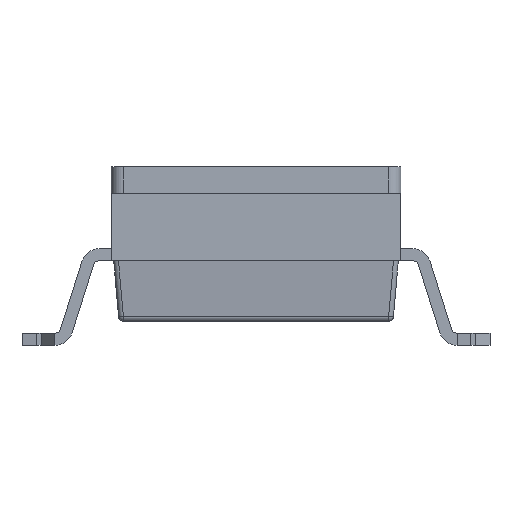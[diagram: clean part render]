
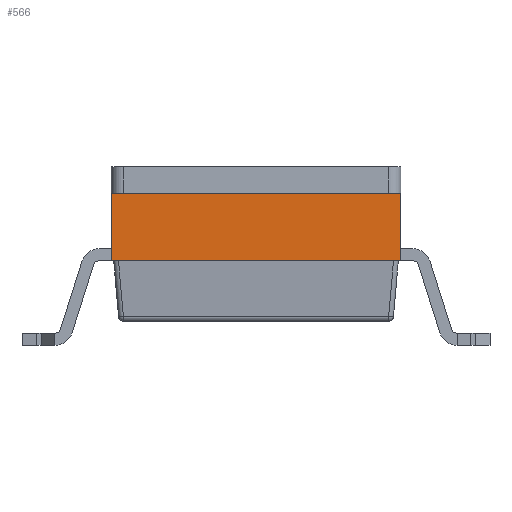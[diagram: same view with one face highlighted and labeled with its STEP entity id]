
A CAD part, left-side view. The second image highlights one B-rep face of the part: STEP entity #566.
In plain terms, the highlighted planar face has unit normal (-1, 0, 0).
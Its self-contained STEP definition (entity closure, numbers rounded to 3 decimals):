
#566 = ADVANCED_FACE( '', ( #1342 ), #1343, .T. );
#1342 = FACE_OUTER_BOUND( '', #2384, .T. );
#1343 = PLANE( '', #2385 );
#2384 = EDGE_LOOP( '', ( #3714, #3715, #3716, #3717 ) );
#2385 = AXIS2_PLACEMENT_3D( '', #3718, #3719, #3720 );
#3714 = ORIENTED_EDGE( '', *, *, #6573, .F. );
#3715 = ORIENTED_EDGE( '', *, *, #6785, .F. );
#3716 = ORIENTED_EDGE( '', *, *, #6786, .T. );
#3717 = ORIENTED_EDGE( '', *, *, #6787, .T. );
#3718 = CARTESIAN_POINT( '', ( -5.3, 3., -1.4 ) );
#3719 = DIRECTION( '', ( -1., 0., 0. ) );
#3720 = DIRECTION( '', ( 0., 0., 1. ) );
#6573 = EDGE_CURVE( '', #7835, #7836, #7837, .T. );
#6785 = EDGE_CURVE( '', #8204, #7835, #8205, .T. );
#6786 = EDGE_CURVE( '', #8204, #8206, #8207, .T. );
#6787 = EDGE_CURVE( '', #8206, #7836, #8208, .T. );
#7835 = VERTEX_POINT( '', #9665 );
#7836 = VERTEX_POINT( '', #9666 );
#7837 = LINE( '', #9667, #9668 );
#8204 = VERTEX_POINT( '', #10233 );
#8205 = LINE( '', #10234, #10235 );
#8206 = VERTEX_POINT( '', #10236 );
#8207 = LINE( '', #10237, #10238 );
#8208 = LINE( '', #10239, #10240 );
#9665 = CARTESIAN_POINT( '', ( -5.3, 3., 0. ) );
#9666 = CARTESIAN_POINT( '', ( -5.3, -3., 0. ) );
#9667 = CARTESIAN_POINT( '', ( -5.3, 3., 0. ) );
#9668 = VECTOR( '', #12468, 1000. );
#10233 = CARTESIAN_POINT( '', ( -5.3, 3., -1.4 ) );
#10234 = CARTESIAN_POINT( '', ( -5.3, 3., -1.4 ) );
#10235 = VECTOR( '', #12647, 1000. );
#10236 = CARTESIAN_POINT( '', ( -5.3, -3., -1.4 ) );
#10237 = CARTESIAN_POINT( '', ( -5.3, 3., -1.4 ) );
#10238 = VECTOR( '', #12648, 1000. );
#10239 = CARTESIAN_POINT( '', ( -5.3, -3., -1.4 ) );
#10240 = VECTOR( '', #12649, 1000. );
#12468 = DIRECTION( '', ( 0., -1., 0. ) );
#12647 = DIRECTION( '', ( 0., 0., 1. ) );
#12648 = DIRECTION( '', ( 0., -1., 0. ) );
#12649 = DIRECTION( '', ( 0., 0., 1. ) );
